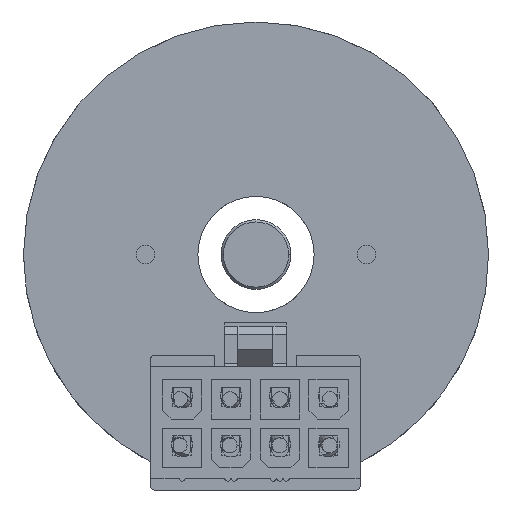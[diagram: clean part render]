
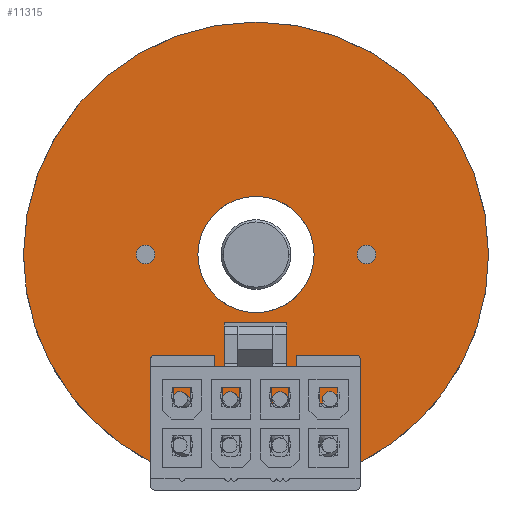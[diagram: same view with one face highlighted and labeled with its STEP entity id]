
A CAD part, front view. The second image highlights one B-rep face of the part: STEP entity #11315.
In plain terms, the highlighted planar face has unit normal (0, -1, 0).
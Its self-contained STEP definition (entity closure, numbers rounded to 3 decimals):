
#113 = VERTEX_POINT ( 'NONE', #12952 ) ;
#375 = ORIENTED_EDGE ( 'NONE', *, *, #5222, .F. ) ;
#432 = CARTESIAN_POINT ( 'NONE',  ( 17.876, 0., 8.969 ) ) ;
#447 = ORIENTED_EDGE ( 'NONE', *, *, #6270, .F. ) ;
#573 = DIRECTION ( 'NONE',  ( 1., 0., 0. ) ) ;
#577 = EDGE_CURVE ( 'NONE', #10428, #11588, #1391, .T. ) ;
#675 = CIRCLE ( 'NONE', #709, 20. ) ;
#709 = AXIS2_PLACEMENT_3D ( 'NONE', #1446, #10808, #2774 ) ;
#721 = CIRCLE ( 'NONE', #1467, 0.8 ) ;
#743 = ORIENTED_EDGE ( 'NONE', *, *, #12713, .F. ) ;
#839 = ORIENTED_EDGE ( 'NONE', *, *, #577, .T. ) ;
#923 = DIRECTION ( 'NONE',  ( 0., -1., 0. ) ) ;
#1027 = EDGE_CURVE ( 'NONE', #2801, #6616, #15170, .T. ) ;
#1033 = CARTESIAN_POINT ( 'NONE',  ( 13.8, 0., 8.1 ) ) ;
#1082 = FACE_BOUND ( 'NONE', #12400, .T. ) ;
#1127 = DIRECTION ( 'NONE',  ( 0., -1., 0. ) ) ;
#1280 = ORIENTED_EDGE ( 'NONE', *, *, #8636, .T. ) ;
#1391 = CIRCLE ( 'NONE', #2585, 0.6 ) ;
#1446 = CARTESIAN_POINT ( 'NONE',  ( 0., 0., 0. ) ) ;
#1452 = VERTEX_POINT ( 'NONE', #1033 ) ;
#1467 = AXIS2_PLACEMENT_3D ( 'NONE', #6848, #16201, #8219 ) ;
#1472 = ORIENTED_EDGE ( 'NONE', *, *, #15739, .T. ) ;
#1753 = CIRCLE ( 'NONE', #8476, 5. ) ;
#1768 = CARTESIAN_POINT ( 'NONE',  ( 17.34, 0., 8.1 ) ) ;
#1827 = DIRECTION ( 'NONE',  ( 0., -1., 0. ) ) ;
#1849 = CARTESIAN_POINT ( 'NONE',  ( 0., 0., 9.5 ) ) ;
#2044 = CARTESIAN_POINT ( 'NONE',  ( 0., 0., -10.3 ) ) ;
#2196 = CARTESIAN_POINT ( 'NONE',  ( 12.8, 0., -7.1 ) ) ;
#2223 = AXIS2_PLACEMENT_3D ( 'NONE', #12524, #4487, #13840 ) ;
#2416 = ORIENTED_EDGE ( 'NONE', *, *, #14892, .F. ) ;
#2585 = AXIS2_PLACEMENT_3D ( 'NONE', #10623, #2592, #11991 ) ;
#2592 = DIRECTION ( 'NONE',  ( 0., -1., 0. ) ) ;
#2774 = DIRECTION ( 'NONE',  ( 0., 0., -1. ) ) ;
#2801 = VERTEX_POINT ( 'NONE', #9427 ) ;
#2809 = EDGE_LOOP ( 'NONE', ( #3125, #839, #1472, #6144, #1280, #2844, #447, #15128, #16042, #4454 ) ) ;
#2844 = ORIENTED_EDGE ( 'NONE', *, *, #1027, .T. ) ;
#3018 = AXIS2_PLACEMENT_3D ( 'NONE', #4345, #13694, #5659 ) ;
#3072 = CIRCLE ( 'NONE', #3018, 20. ) ;
#3073 = EDGE_CURVE ( 'NONE', #8279, #6404, #13631, .T. ) ;
#3125 = ORIENTED_EDGE ( 'NONE', *, *, #9976, .F. ) ;
#3187 = DIRECTION ( 'NONE',  ( 0., 0., -1. ) ) ;
#3415 = VECTOR ( 'NONE', #9185, 1000. ) ;
#3427 = EDGE_LOOP ( 'NONE', ( #2416, #6142 ) ) ;
#3614 = CIRCLE ( 'NONE', #13388, 1. ) ;
#3694 = DIRECTION ( 'NONE',  ( 0., 1., 0. ) ) ;
#4345 = CARTESIAN_POINT ( 'NONE',  ( 0., 0., 0. ) ) ;
#4352 = AXIS2_PLACEMENT_3D ( 'NONE', #9100, #1127, #10469 ) ;
#4454 = ORIENTED_EDGE ( 'NONE', *, *, #5315, .T. ) ;
#4487 = DIRECTION ( 'NONE',  ( 0., -1., 0. ) ) ;
#4892 = CARTESIAN_POINT ( 'NONE',  ( 0., 0., 0. ) ) ;
#5156 = CARTESIAN_POINT ( 'NONE',  ( 5., 0., 0. ) ) ;
#5222 = EDGE_CURVE ( 'NONE', #17105, #7463, #11504, .T. ) ;
#5315 = EDGE_CURVE ( 'NONE', #8279, #1452, #3614, .T. ) ;
#5589 = CIRCLE ( 'NONE', #15984, 0.8 ) ;
#5659 = DIRECTION ( 'NONE',  ( 0., 0., -1. ) ) ;
#5713 = AXIS2_PLACEMENT_3D ( 'NONE', #5156, #6497, #15850 ) ;
#5841 = CARTESIAN_POINT ( 'NONE',  ( 0., 0., 5. ) ) ;
#6033 = CIRCLE ( 'NONE', #16741, 1. ) ;
#6142 = ORIENTED_EDGE ( 'NONE', *, *, #9446, .F. ) ;
#6144 = ORIENTED_EDGE ( 'NONE', *, *, #10873, .T. ) ;
#6210 = DIRECTION ( 'NONE',  ( 0., 0., -1. ) ) ;
#6270 = EDGE_CURVE ( 'NONE', #15377, #6616, #6696, .T. ) ;
#6382 = AXIS2_PLACEMENT_3D ( 'NONE', #15991, #7996, #17313 ) ;
#6404 = VERTEX_POINT ( 'NONE', #2196 ) ;
#6497 = DIRECTION ( 'NONE',  ( 0., -1., 0. ) ) ;
#6616 = VERTEX_POINT ( 'NONE', #16139 ) ;
#6696 = LINE ( 'NONE', #9925, #13829 ) ;
#6848 = CARTESIAN_POINT ( 'NONE',  ( 0., 0., -9.5 ) ) ;
#7068 = EDGE_CURVE ( 'NONE', #15377, #6404, #6033, .T. ) ;
#7463 = VERTEX_POINT ( 'NONE', #5841 ) ;
#7464 = DIRECTION ( 'NONE',  ( 0., 1., 0. ) ) ;
#7541 = CARTESIAN_POINT ( 'NONE',  ( 0., 0., -20. ) ) ;
#7637 = VERTEX_POINT ( 'NONE', #7541 ) ;
#7747 = CARTESIAN_POINT ( 'NONE',  ( 12.8, 0., -8.1 ) ) ;
#7757 = FACE_BOUND ( 'NONE', #15612, .T. ) ;
#7996 = DIRECTION ( 'NONE',  ( 0., -1., 0. ) ) ;
#8006 = AXIS2_PLACEMENT_3D ( 'NONE', #9826, #1827, #11193 ) ;
#8219 = DIRECTION ( 'NONE',  ( 0., 0., -1. ) ) ;
#8229 = VERTEX_POINT ( 'NONE', #2044 ) ;
#8279 = VERTEX_POINT ( 'NONE', #12828 ) ;
#8417 = EDGE_CURVE ( 'NONE', #16081, #11899, #10836, .T. ) ;
#8476 = AXIS2_PLACEMENT_3D ( 'NONE', #4892, #14250, #6210 ) ;
#8636 = EDGE_CURVE ( 'NONE', #7637, #2801, #13477, .T. ) ;
#8862 = CIRCLE ( 'NONE', #10427, 0.8 ) ;
#8918 = CARTESIAN_POINT ( 'NONE',  ( 0., 0., -9.5 ) ) ;
#9012 = FACE_OUTER_BOUND ( 'NONE', #2809, .T. ) ;
#9100 = CARTESIAN_POINT ( 'NONE',  ( 0., 0., 9.5 ) ) ;
#9185 = DIRECTION ( 'NONE',  ( -1., 0., 0. ) ) ;
#9427 = CARTESIAN_POINT ( 'NONE',  ( 17.876, 0., -8.969 ) ) ;
#9446 = EDGE_CURVE ( 'NONE', #14501, #8229, #721, .T. ) ;
#9604 = EDGE_CURVE ( 'NONE', #11899, #16081, #8862, .T. ) ;
#9826 = CARTESIAN_POINT ( 'NONE',  ( 0., 0., 0. ) ) ;
#9925 = CARTESIAN_POINT ( 'NONE',  ( 27.2, 0., -8.1 ) ) ;
#9966 = CARTESIAN_POINT ( 'NONE',  ( 13.8, 0., -8.1 ) ) ;
#9976 = EDGE_CURVE ( 'NONE', #10428, #1452, #14518, .T. ) ;
#10077 = VECTOR ( 'NONE', #15753, 1000. ) ;
#10180 = CARTESIAN_POINT ( 'NONE',  ( 0., 0., -5. ) ) ;
#10276 = DIRECTION ( 'NONE',  ( 0., 0., -1. ) ) ;
#10427 = AXIS2_PLACEMENT_3D ( 'NONE', #1849, #11219, #3187 ) ;
#10428 = VERTEX_POINT ( 'NONE', #1768 ) ;
#10469 = DIRECTION ( 'NONE',  ( 0., 0., -1. ) ) ;
#10623 = CARTESIAN_POINT ( 'NONE',  ( 17.34, 0., 8.7 ) ) ;
#10808 = DIRECTION ( 'NONE',  ( 0., -1., 0. ) ) ;
#10836 = CIRCLE ( 'NONE', #4352, 0.8 ) ;
#10873 = EDGE_CURVE ( 'NONE', #113, #7637, #675, .T. ) ;
#11032 = CARTESIAN_POINT ( 'NONE',  ( 0., 0., 8.7 ) ) ;
#11193 = DIRECTION ( 'NONE',  ( 0., 0., -1. ) ) ;
#11219 = DIRECTION ( 'NONE',  ( 0., -1., 0. ) ) ;
#11315 = ADVANCED_FACE ( 'NONE', ( #7757, #11349, #9012, #1082 ), #13197, .T. ) ;
#11349 = FACE_BOUND ( 'NONE', #3427, .T. ) ;
#11504 = CIRCLE ( 'NONE', #8006, 5. ) ;
#11588 = VERTEX_POINT ( 'NONE', #432 ) ;
#11733 = CARTESIAN_POINT ( 'NONE',  ( 13.8, 0., -7.1 ) ) ;
#11899 = VERTEX_POINT ( 'NONE', #11032 ) ;
#11919 = CARTESIAN_POINT ( 'NONE',  ( 27.2, 0., 8.1 ) ) ;
#11991 = DIRECTION ( 'NONE',  ( 0., 0., -1. ) ) ;
#12189 = CARTESIAN_POINT ( 'NONE',  ( 0., 0., -8.7 ) ) ;
#12400 = EDGE_LOOP ( 'NONE', ( #375, #743 ) ) ;
#12524 = CARTESIAN_POINT ( 'NONE',  ( 0., 0., 0. ) ) ;
#12713 = EDGE_CURVE ( 'NONE', #7463, #17105, #1753, .T. ) ;
#12828 = CARTESIAN_POINT ( 'NONE',  ( 12.8, 0., 7.1 ) ) ;
#12851 = ORIENTED_EDGE ( 'NONE', *, *, #9604, .F. ) ;
#12952 = CARTESIAN_POINT ( 'NONE',  ( 0., 0., 20. ) ) ;
#13068 = DIRECTION ( 'NONE',  ( 0., 0., -1. ) ) ;
#13197 = PLANE ( 'NONE',  #5713 ) ;
#13388 = AXIS2_PLACEMENT_3D ( 'NONE', #15476, #7464, #16799 ) ;
#13477 = CIRCLE ( 'NONE', #2223, 20. ) ;
#13631 = LINE ( 'NONE', #7747, #10077 ) ;
#13694 = DIRECTION ( 'NONE',  ( 0., -1., 0. ) ) ;
#13829 = VECTOR ( 'NONE', #573, 1000. ) ;
#13840 = DIRECTION ( 'NONE',  ( 0., 0., -1. ) ) ;
#13998 = CARTESIAN_POINT ( 'NONE',  ( 0., 0., 10.3 ) ) ;
#14250 = DIRECTION ( 'NONE',  ( 0., -1., 0. ) ) ;
#14501 = VERTEX_POINT ( 'NONE', #12189 ) ;
#14518 = LINE ( 'NONE', #11919, #3415 ) ;
#14892 = EDGE_CURVE ( 'NONE', #8229, #14501, #5589, .T. ) ;
#15128 = ORIENTED_EDGE ( 'NONE', *, *, #7068, .T. ) ;
#15170 = CIRCLE ( 'NONE', #6382, 0.6 ) ;
#15377 = VERTEX_POINT ( 'NONE', #9966 ) ;
#15476 = CARTESIAN_POINT ( 'NONE',  ( 13.8, 0., 7.1 ) ) ;
#15612 = EDGE_LOOP ( 'NONE', ( #12851, #15839 ) ) ;
#15739 = EDGE_CURVE ( 'NONE', #11588, #113, #3072, .T. ) ;
#15753 = DIRECTION ( 'NONE',  ( 0., 0., -1. ) ) ;
#15839 = ORIENTED_EDGE ( 'NONE', *, *, #8417, .F. ) ;
#15850 = DIRECTION ( 'NONE',  ( 0., 0., -1. ) ) ;
#15984 = AXIS2_PLACEMENT_3D ( 'NONE', #8918, #923, #10276 ) ;
#15991 = CARTESIAN_POINT ( 'NONE',  ( 17.34, 0., -8.7 ) ) ;
#16042 = ORIENTED_EDGE ( 'NONE', *, *, #3073, .F. ) ;
#16081 = VERTEX_POINT ( 'NONE', #13998 ) ;
#16139 = CARTESIAN_POINT ( 'NONE',  ( 17.34, 0., -8.1 ) ) ;
#16201 = DIRECTION ( 'NONE',  ( 0., -1., 0. ) ) ;
#16741 = AXIS2_PLACEMENT_3D ( 'NONE', #11733, #3694, #13068 ) ;
#16799 = DIRECTION ( 'NONE',  ( 0., 0., -1. ) ) ;
#17105 = VERTEX_POINT ( 'NONE', #10180 ) ;
#17313 = DIRECTION ( 'NONE',  ( 0., 0., -1. ) ) ;
